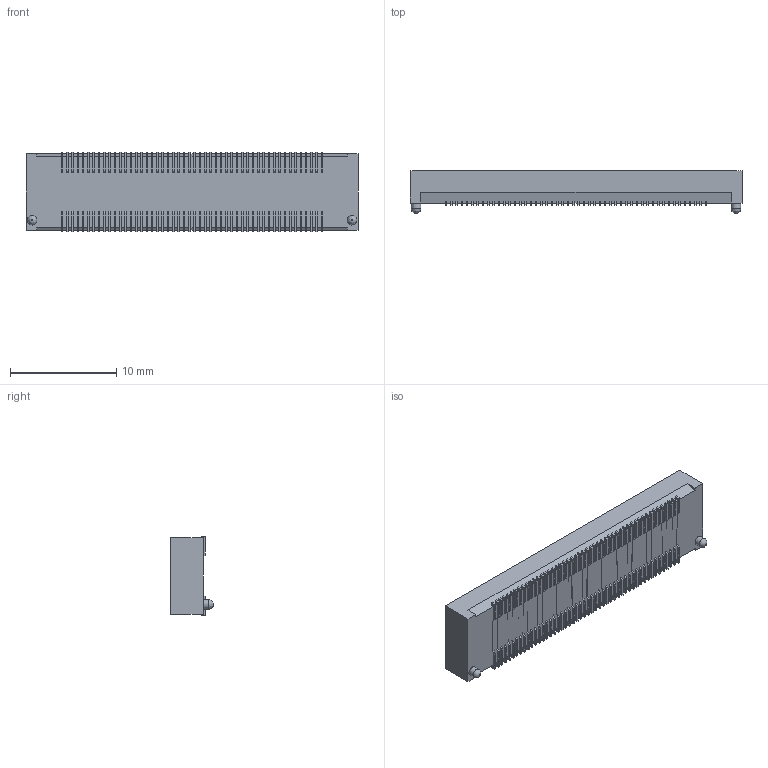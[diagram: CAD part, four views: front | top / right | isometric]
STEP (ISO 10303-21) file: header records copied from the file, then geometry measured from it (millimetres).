
FILE_DESCRIPTION( ( 'STEP AP214' ), '1' );
FILE_NAME( 'BSH-050-01-L-D-A.stp', '2019-02-01T09:10:42', ( '' ), ( '' ), ' ', 'PARTsolutions', ' ' );
FILE_SCHEMA( ( 'AUTOMOTIVE_DESIGN { 1 0 10303 214 1 1 1 1 }' ) );
Length unit declared in the file: inch
Products named in the file (3): BSH-050-01-L-D-A; _BSH-050-01-D-A_socket; _C-126-050-01
Assembly tree (2 placements, depth 2):
  BSH-050-01-L-D-A
    _BSH-050-01-D-A_socket
    _C-126-050-01
Bounding box: 31.27 x 4 x 7.49 mm (x, y, z)
Volume: 468.9 mm3; surface area: 1774.4 mm2
Topology: 2 solids, 2 shells, 1648 faces, 4816 edges, 3078 vertices
Faces by surface type: plane 1644, cylinder 2, bspline 2
Full cylindrical faces by diameter (mm): 0.889 x2
Entity records: 66324 total; most frequent: ORIENTED_EDGE 9620, CARTESIAN_POINT 9591, DIRECTION 8114, EDGE_CURVE 4810, LINE 4804, VECTOR 4804, VERTEX_POINT 3076, EDGE_LOOP 1656
